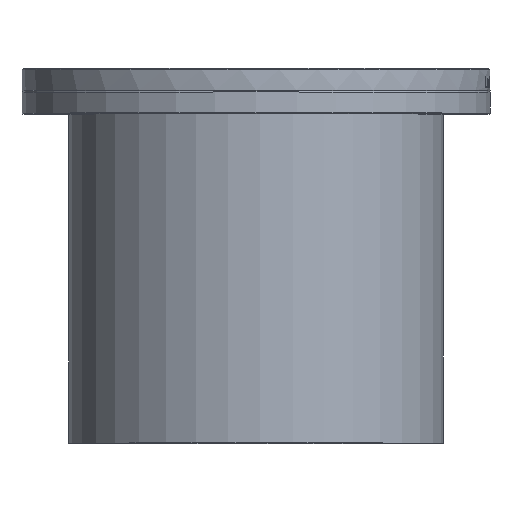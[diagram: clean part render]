
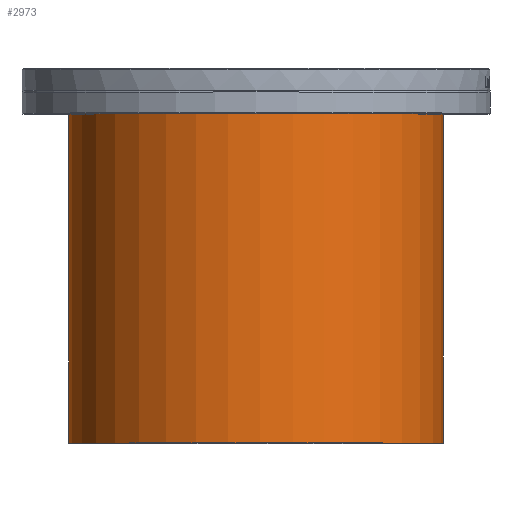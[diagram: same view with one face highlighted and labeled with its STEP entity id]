
A CAD part, top view. The second image highlights one B-rep face of the part: STEP entity #2973.
In plain terms, the highlighted cylindrical face has radius 101.6 mm (diameter 203.2 mm), a full revolution.
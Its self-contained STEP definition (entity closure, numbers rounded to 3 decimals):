
#439=CYLINDRICAL_SURFACE('',#3339,101.6);
#618=FACE_BOUND('',#1130,.T.);
#803=FACE_OUTER_BOUND('',#1129,.T.);
#1129=EDGE_LOOP('',(#2732));
#1130=EDGE_LOOP('',(#2733));
#1309=CIRCLE('',#3340,101.6);
#1310=CIRCLE('',#3341,101.6);
#1599=VERTEX_POINT('',#17009);
#1600=VERTEX_POINT('',#17011);
#1978=EDGE_CURVE('',#1599,#1599,#1309,.T.);
#1979=EDGE_CURVE('',#1600,#1600,#1310,.T.);
#2732=ORIENTED_EDGE('',*,*,#1978,.F.);
#2733=ORIENTED_EDGE('',*,*,#1979,.F.);
#2973=ADVANCED_FACE('',(#803,#618),#439,.T.);
#3339=AXIS2_PLACEMENT_3D('',#17008,#4073,#4074);
#3340=AXIS2_PLACEMENT_3D('',#17010,#4075,#4076);
#3341=AXIS2_PLACEMENT_3D('',#17012,#4077,#4078);
#4073=DIRECTION('center_axis',(0.,0.,1.));
#4074=DIRECTION('ref_axis',(-1.,0.,0.));
#4075=DIRECTION('center_axis',(0.,0.,1.));
#4076=DIRECTION('ref_axis',(-1.,0.,0.));
#4077=DIRECTION('center_axis',(0.,0.,-1.));
#4078=DIRECTION('ref_axis',(-1.,0.,0.));
#17008=CARTESIAN_POINT('Origin',(0.,0.,0.));
#17009=CARTESIAN_POINT('',(101.6,0.,190.5));
#17010=CARTESIAN_POINT('Origin',(0.,0.,190.5));
#17011=CARTESIAN_POINT('',(101.6,0.,0.));
#17012=CARTESIAN_POINT('Origin',(0.,0.,0.));
